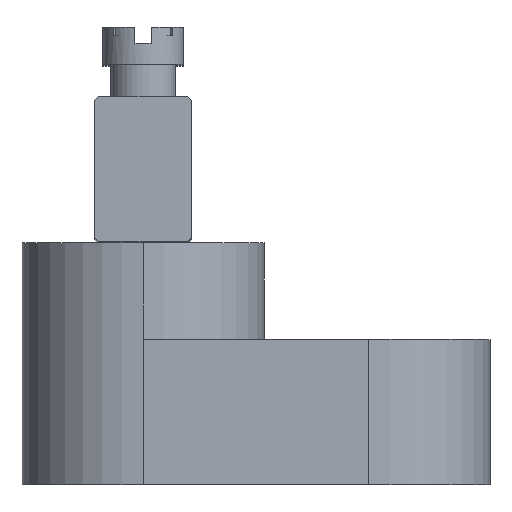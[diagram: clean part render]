
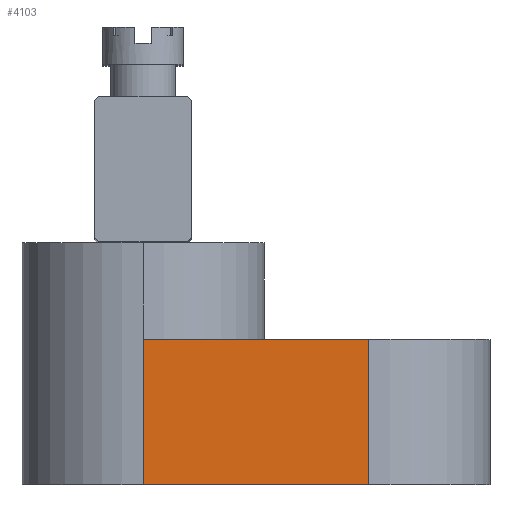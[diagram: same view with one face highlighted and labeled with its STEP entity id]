
A CAD part, top view. The second image highlights one B-rep face of the part: STEP entity #4103.
In plain terms, the highlighted planar face has unit normal (0, 0, 1).
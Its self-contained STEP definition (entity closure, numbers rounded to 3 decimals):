
#66 = ORIENTED_EDGE ( 'NONE', *, *, #2622, .T. ) ;
#108 = LINE ( 'NONE', #4652, #5275 ) ;
#1332 = DIRECTION ( 'NONE',  ( 1., 0., 0. ) ) ;
#1353 = CARTESIAN_POINT ( 'NONE',  ( -7., 9., 7.5 ) ) ;
#1396 = LINE ( 'NONE', #4432, #4422 ) ;
#1764 = LINE ( 'NONE', #6047, #3283 ) ;
#2247 = CARTESIAN_POINT ( 'NONE',  ( -7., 0., 7.5 ) ) ;
#2372 = FACE_OUTER_BOUND ( 'NONE', #4962, .T. ) ;
#2622 = EDGE_CURVE ( 'NONE', #4951, #5103, #1764, .T. ) ;
#2628 = EDGE_CURVE ( 'NONE', #5866, #5103, #5502, .T. ) ;
#2638 = EDGE_CURVE ( 'NONE', #3575, #5866, #108, .T. ) ;
#2646 = EDGE_CURVE ( 'NONE', #3575, #4951, #1396, .T. ) ;
#2852 = ORIENTED_EDGE ( 'NONE', *, *, #2628, .F. ) ;
#2955 = VECTOR ( 'NONE', #4723, 1000. ) ;
#3283 = VECTOR ( 'NONE', #5298, 1000. ) ;
#3575 = VERTEX_POINT ( 'NONE', #2247 ) ;
#3767 = ORIENTED_EDGE ( 'NONE', *, *, #2638, .F. ) ;
#3967 = AXIS2_PLACEMENT_3D ( 'NONE', #5746, #5835, #5170 ) ;
#4103 = ADVANCED_FACE ( 'NONE', ( #2372 ), #5443, .F. ) ;
#4422 = VECTOR ( 'NONE', #1332, 1000. ) ;
#4432 = CARTESIAN_POINT ( 'NONE',  ( -14.5, 0., 7.5 ) ) ;
#4558 = DIRECTION ( 'NONE',  ( 0., 1., 0. ) ) ;
#4581 = CARTESIAN_POINT ( 'NONE',  ( 7., 9., 7.5 ) ) ;
#4652 = CARTESIAN_POINT ( 'NONE',  ( -7., -10.607, 7.5 ) ) ;
#4657 = CARTESIAN_POINT ( 'NONE',  ( -14.5, 9., 7.5 ) ) ;
#4723 = DIRECTION ( 'NONE',  ( 1., 0., 0. ) ) ;
#4951 = VERTEX_POINT ( 'NONE', #5379 ) ;
#4962 = EDGE_LOOP ( 'NONE', ( #66, #2852, #3767, #5900 ) ) ;
#5103 = VERTEX_POINT ( 'NONE', #4581 ) ;
#5170 = DIRECTION ( 'NONE',  ( -1., 0., 0. ) ) ;
#5275 = VECTOR ( 'NONE', #4558, 1000. ) ;
#5298 = DIRECTION ( 'NONE',  ( 0., 1., 0. ) ) ;
#5379 = CARTESIAN_POINT ( 'NONE',  ( 7., 0., 7.5 ) ) ;
#5443 = PLANE ( 'NONE',  #3967 ) ;
#5502 = LINE ( 'NONE', #4657, #2955 ) ;
#5746 = CARTESIAN_POINT ( 'NONE',  ( -14.5, 9., 7.5 ) ) ;
#5835 = DIRECTION ( 'NONE',  ( 0., 0., -1. ) ) ;
#5866 = VERTEX_POINT ( 'NONE', #1353 ) ;
#5900 = ORIENTED_EDGE ( 'NONE', *, *, #2646, .T. ) ;
#6047 = CARTESIAN_POINT ( 'NONE',  ( 7., -10.607, 7.5 ) ) ;
